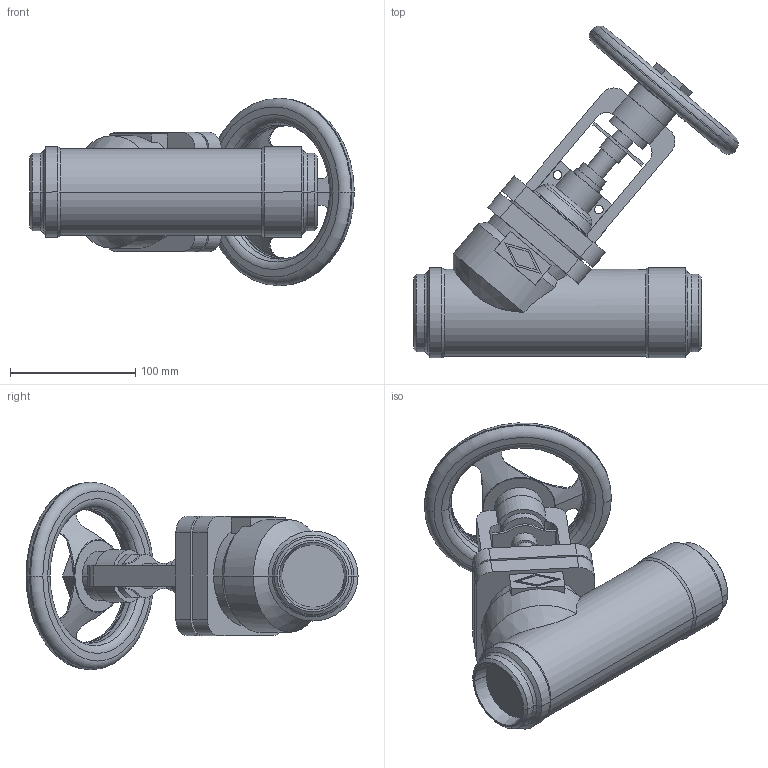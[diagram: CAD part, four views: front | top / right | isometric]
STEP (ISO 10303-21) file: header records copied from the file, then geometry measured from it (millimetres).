
FILE_DESCRIPTION(('OneSpaceDesigner STEP Export'),'2;1');
FILE_NAME('c000003941.stp','2009-09-17T 9:01:05',(''),(''),'OneSpace Designer STEP processor for AP214 (Solid Model)','OneSpace Modeling 15.50B 03-Nov-2007 (C) CoCreate Software GmbH','');
FILE_SCHEMA(('AUTOMOTIVE_DESIGN { 1 0 10303 214 1 1 1 1 }'));
Length unit declared in the file: millimetre
Products named in the file (1): 1
Bounding box: 259.47 x 265.4 x 150 mm (x, y, z)
Volume: 1605147.8 mm3; surface area: 160369 mm2
Topology: 1 solids, 1 shells, 203 faces, 534 edges, 342 vertices
Faces by surface type: plane 75, cylinder 71, cone 29, torus 28
Entity records: 8000 total; most frequent: CARTESIAN_POINT 1704, ORIENTED_EDGE 1068, DIRECTION 865, EDGE_CURVE 534, VERTEX_POINT 342, AXIS2_PLACEMENT_3D 315, VECTOR 235, LINE 235
